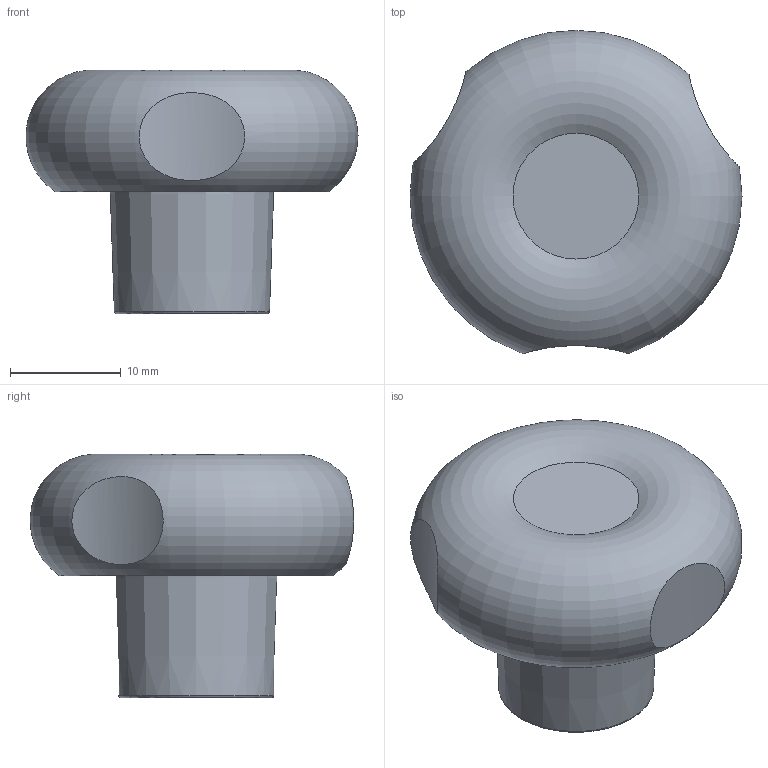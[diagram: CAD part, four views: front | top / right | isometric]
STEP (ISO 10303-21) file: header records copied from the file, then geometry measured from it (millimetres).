
FILE_DESCRIPTION( ( 'Unknown' ), '1' );
FILE_NAME( '6389030_VTB30_M08.stp', 'Unknown', ( 'Unknown' ), ( 'Unknown' ), 'PSStep 11.0', 'Unknown', ' ' );
FILE_SCHEMA( ( 'AUTOMOTIVE_DESIGN { 1 0 10303 214 1 1 1 1 }' ) );
Length unit declared in the file: millimetre
Products named in the file (1): 6389030
Bounding box: 29.99 x 29.21 x 21.99 mm (x, y, z)
Volume: 7033.7 mm3; surface area: 3175.8 mm2
Topology: 1 solids, 1 shells, 30 faces, 74 edges, 50 vertices
Faces by surface type: plane 15, torus 6, cylinder 5, cone 4
Full cylindrical faces by diameter (mm): 6.647 x2
Entity records: 1481 total; most frequent: CARTESIAN_POINT 606, DIRECTION 120, ORIENTED_EDGE 120, EDGE_CURVE 60, AXIS2_PLACEMENT_3D 56, VERTEX_POINT 45, EDGE_LOOP 42, FACE_OUTER_BOUND 34
